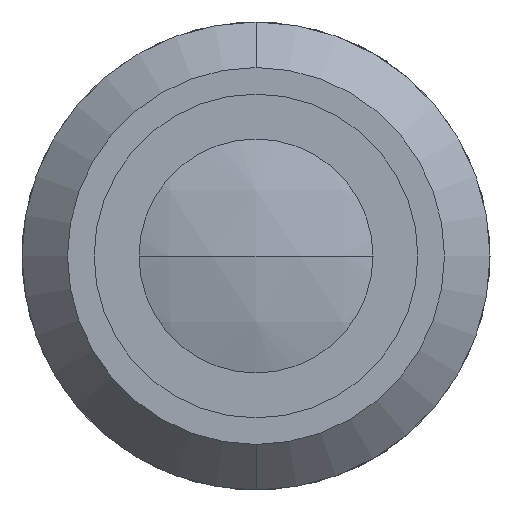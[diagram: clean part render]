
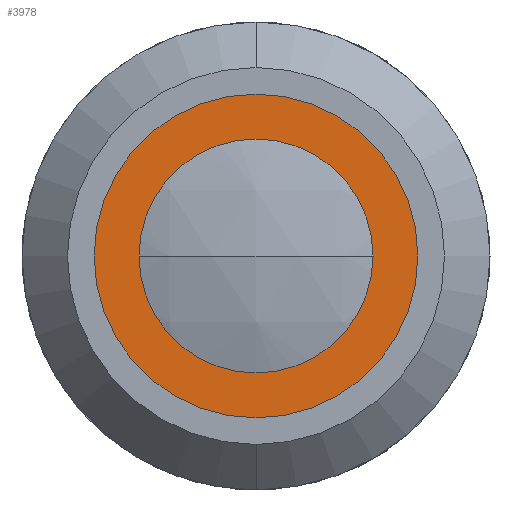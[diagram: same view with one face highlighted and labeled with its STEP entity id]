
A CAD part, left-side view. The second image highlights one B-rep face of the part: STEP entity #3978.
In plain terms, the highlighted planar face has unit normal (-1, 0, 0).
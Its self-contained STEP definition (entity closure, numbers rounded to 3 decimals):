
#53 = DIRECTION ( 'NONE',  ( 1., 0., 0. ) ) ;
#287 = CARTESIAN_POINT ( 'NONE',  ( 3.5, 0., 13.2 ) ) ;
#374 = PLANE ( 'NONE',  #3241 ) ;
#422 = CARTESIAN_POINT ( 'NONE',  ( 3.5, 0., -13.2 ) ) ;
#627 = EDGE_LOOP ( 'NONE', ( #3224, #2311 ) ) ;
#865 = EDGE_CURVE ( 'NONE', #2736, #4010, #3877, .T. ) ;
#917 = AXIS2_PLACEMENT_3D ( 'NONE', #1649, #1622, #4064 ) ;
#964 = VERTEX_POINT ( 'NONE', #2837 ) ;
#1377 = CARTESIAN_POINT ( 'NONE',  ( 3.5, 13.2, 0. ) ) ;
#1622 = DIRECTION ( 'NONE',  ( -1., 0., 0. ) ) ;
#1649 = CARTESIAN_POINT ( 'NONE',  ( 3.5, 0., 0. ) ) ;
#1674 = ORIENTED_EDGE ( 'NONE', *, *, #3752, .F. ) ;
#1756 = EDGE_CURVE ( 'NONE', #4010, #2736, #3237, .T. ) ;
#1757 = VERTEX_POINT ( 'NONE', #4437 ) ;
#1776 = CARTESIAN_POINT ( 'NONE',  ( 3.5, 0., 0. ) ) ;
#1786 = AXIS2_PLACEMENT_3D ( 'NONE', #1776, #3604, #3190 ) ;
#1790 = AXIS2_PLACEMENT_3D ( 'NONE', #2362, #3381, #3358 ) ;
#2080 = FACE_BOUND ( 'NONE', #2355, .T. ) ;
#2311 = ORIENTED_EDGE ( 'NONE', *, *, #1756, .T. ) ;
#2355 = EDGE_LOOP ( 'NONE', ( #4341, #1674 ) ) ;
#2362 = CARTESIAN_POINT ( 'NONE',  ( 3.5, 0., 0. ) ) ;
#2382 = CIRCLE ( 'NONE', #1786, 9. ) ;
#2395 = DIRECTION ( 'NONE',  ( 0., 0., 1. ) ) ;
#2573 = AXIS2_PLACEMENT_3D ( 'NONE', #2688, #2774, #2395 ) ;
#2688 = CARTESIAN_POINT ( 'NONE',  ( 3.5, 0., 0. ) ) ;
#2736 = VERTEX_POINT ( 'NONE', #287 ) ;
#2745 = CIRCLE ( 'NONE', #1790, 9. ) ;
#2774 = DIRECTION ( 'NONE',  ( -1., 0., 0. ) ) ;
#2837 = CARTESIAN_POINT ( 'NONE',  ( 3.5, 0., -9. ) ) ;
#3190 = DIRECTION ( 'NONE',  ( 0., 0., 1. ) ) ;
#3224 = ORIENTED_EDGE ( 'NONE', *, *, #865, .T. ) ;
#3237 = CIRCLE ( 'NONE', #917, 13.2 ) ;
#3241 = AXIS2_PLACEMENT_3D ( 'NONE', #1377, #53, #3470 ) ;
#3358 = DIRECTION ( 'NONE',  ( 0., 0., 1. ) ) ;
#3381 = DIRECTION ( 'NONE',  ( -1., 0., 0. ) ) ;
#3470 = DIRECTION ( 'NONE',  ( 0., 0., -1. ) ) ;
#3604 = DIRECTION ( 'NONE',  ( -1., 0., 0. ) ) ;
#3752 = EDGE_CURVE ( 'NONE', #964, #1757, #2745, .T. ) ;
#3856 = FACE_OUTER_BOUND ( 'NONE', #627, .T. ) ;
#3877 = CIRCLE ( 'NONE', #2573, 13.2 ) ;
#3978 = ADVANCED_FACE ( 'NONE', ( #2080, #3856 ), #374, .F. ) ;
#4010 = VERTEX_POINT ( 'NONE', #422 ) ;
#4064 = DIRECTION ( 'NONE',  ( 0., 0., 1. ) ) ;
#4289 = EDGE_CURVE ( 'NONE', #1757, #964, #2382, .T. ) ;
#4341 = ORIENTED_EDGE ( 'NONE', *, *, #4289, .F. ) ;
#4437 = CARTESIAN_POINT ( 'NONE',  ( 3.5, 0., 9. ) ) ;
